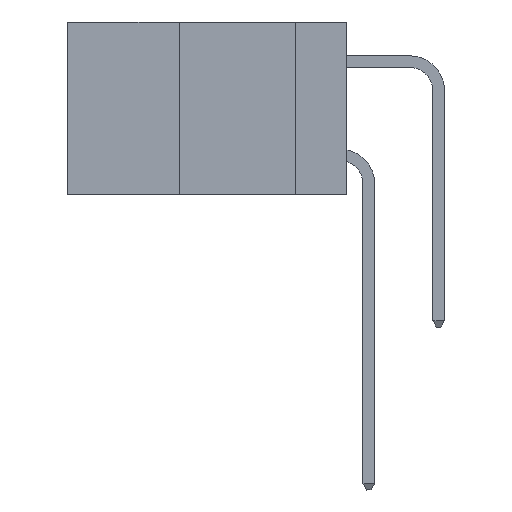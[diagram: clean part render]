
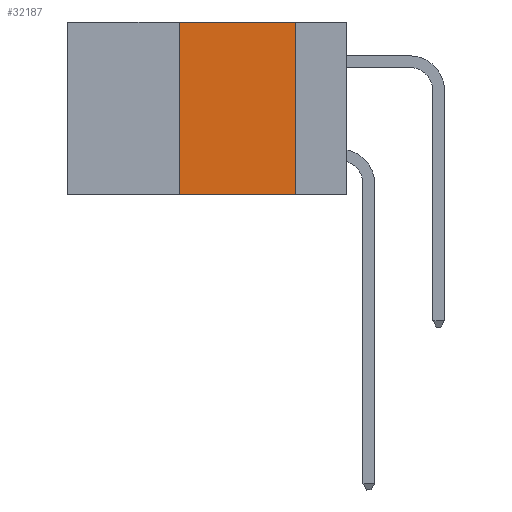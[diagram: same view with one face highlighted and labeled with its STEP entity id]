
A CAD part, left-side view. The second image highlights one B-rep face of the part: STEP entity #32187.
In plain terms, the highlighted planar face has unit normal (-1, 0, 0).
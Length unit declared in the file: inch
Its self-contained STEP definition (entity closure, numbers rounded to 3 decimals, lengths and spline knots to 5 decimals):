
#1654 = DIRECTION ( 'NONE',  ( 0., 0., 1. ) ) ;
#2153 = AXIS2_PLACEMENT_3D ( 'NONE', #8414, #2476, #22983 ) ;
#2476 = DIRECTION ( 'NONE',  ( 1., 0., 0. ) ) ;
#3906 = VECTOR ( 'NONE', #6795, 39.37008 ) ;
#4607 = VECTOR ( 'NONE', #1654, 39.37008 ) ;
#5340 = CARTESIAN_POINT ( 'NONE',  ( 0., 0.11, 0. ) ) ;
#6795 = DIRECTION ( 'NONE',  ( 0., -1., 0. ) ) ;
#8414 = CARTESIAN_POINT ( 'NONE',  ( 0., 0.6, 0. ) ) ;
#8468 = EDGE_CURVE ( 'NONE', #29484, #28042, #11546, .T. ) ;
#11546 = LINE ( 'NONE', #23295, #31243 ) ;
#11639 = CARTESIAN_POINT ( 'NONE',  ( 0., 0.6, -0.37 ) ) ;
#12519 = FACE_OUTER_BOUND ( 'NONE', #30845, .T. ) ;
#18786 = EDGE_CURVE ( 'NONE', #28042, #25026, #33052, .T. ) ;
#19648 = EDGE_CURVE ( 'NONE', #20585, #29484, #29837, .T. ) ;
#20034 = PLANE ( 'NONE',  #2153 ) ;
#20431 = LINE ( 'NONE', #11639, #3906 ) ;
#20585 = VERTEX_POINT ( 'NONE', #23844 ) ;
#21898 = EDGE_CURVE ( 'NONE', #20585, #25026, #20431, .T. ) ;
#22527 = ORIENTED_EDGE ( 'NONE', *, *, #8468, .F. ) ;
#22960 = ORIENTED_EDGE ( 'NONE', *, *, #21898, .T. ) ;
#22983 = DIRECTION ( 'NONE',  ( 0., 0., -1. ) ) ;
#23295 = CARTESIAN_POINT ( 'NONE',  ( 0., 0.6, 0. ) ) ;
#23356 = CARTESIAN_POINT ( 'NONE',  ( 0., 0.11, -0.37 ) ) ;
#23844 = CARTESIAN_POINT ( 'NONE',  ( 0., 0.36, -0.37 ) ) ;
#25026 = VERTEX_POINT ( 'NONE', #23356 ) ;
#27449 = CARTESIAN_POINT ( 'NONE',  ( 0., 0.36, 0. ) ) ;
#28042 = VERTEX_POINT ( 'NONE', #31310 ) ;
#29484 = VERTEX_POINT ( 'NONE', #34716 ) ;
#29837 = LINE ( 'NONE', #27449, #4607 ) ;
#30845 = EDGE_LOOP ( 'NONE', ( #32923, #22527, #34718, #22960 ) ) ;
#31243 = VECTOR ( 'NONE', #34947, 39.37008 ) ;
#31310 = CARTESIAN_POINT ( 'NONE',  ( 0., 0.11, 0. ) ) ;
#32187 = ADVANCED_FACE ( 'NONE', ( #12519 ), #20034, .F. ) ;
#32923 = ORIENTED_EDGE ( 'NONE', *, *, #18786, .F. ) ;
#33052 = LINE ( 'NONE', #5340, #36261 ) ;
#34716 = CARTESIAN_POINT ( 'NONE',  ( 0., 0.36, 0. ) ) ;
#34718 = ORIENTED_EDGE ( 'NONE', *, *, #19648, .F. ) ;
#34947 = DIRECTION ( 'NONE',  ( 0., -1., 0. ) ) ;
#36261 = VECTOR ( 'NONE', #37351, 39.37008 ) ;
#37351 = DIRECTION ( 'NONE',  ( 0., 0., -1. ) ) ;
